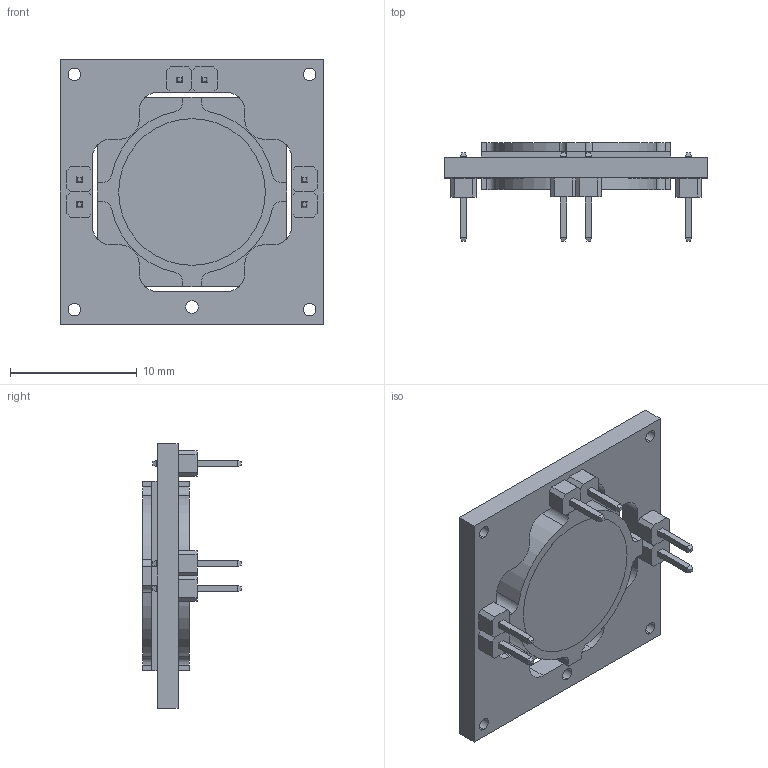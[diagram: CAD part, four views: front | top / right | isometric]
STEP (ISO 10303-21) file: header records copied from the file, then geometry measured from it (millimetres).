
FILE_DESCRIPTION (( 'STEP AP214' ), '1' );
FILE_NAME ('CO_spec_110-102.STEP', '2016-08-31T03:17:37', ( 'thomas' ), ( '' ), 'SwSTEP 2.0', 'SolidWorks 2016', '' );
FILE_SCHEMA (( 'AUTOMOTIVE_DESIGN' ));
Length unit declared in the file: millimetre
Products named in the file (10): 2mm_pin_header; 110-102_CO2_spec; CO_spec_110-102
Assembly tree (7 placements, depth 2):
  2mm_pin_header
  2mm_pin_header
  2mm_pin_header
  2mm_pin_header
  2mm_pin_header
Bounding box: 20.8 x 7.8 x 20.9 mm (x, y, z)
Volume: 1050.7 mm3; surface area: 1769.4 mm2
Topology: 8 solids, 8 shells, 258 faces, 646 edges, 412 vertices
Faces by surface type: plane 208, cylinder 50
Entity records: 4620 total; most frequent: DIRECTION 692, CARTESIAN_POINT 667, ORIENTED_EDGE 652, EDGE_CURVE 326, AXIS2_PLACEMENT_3D 237, LINE 218, VECTOR 218, VERTEX_POINT 212
